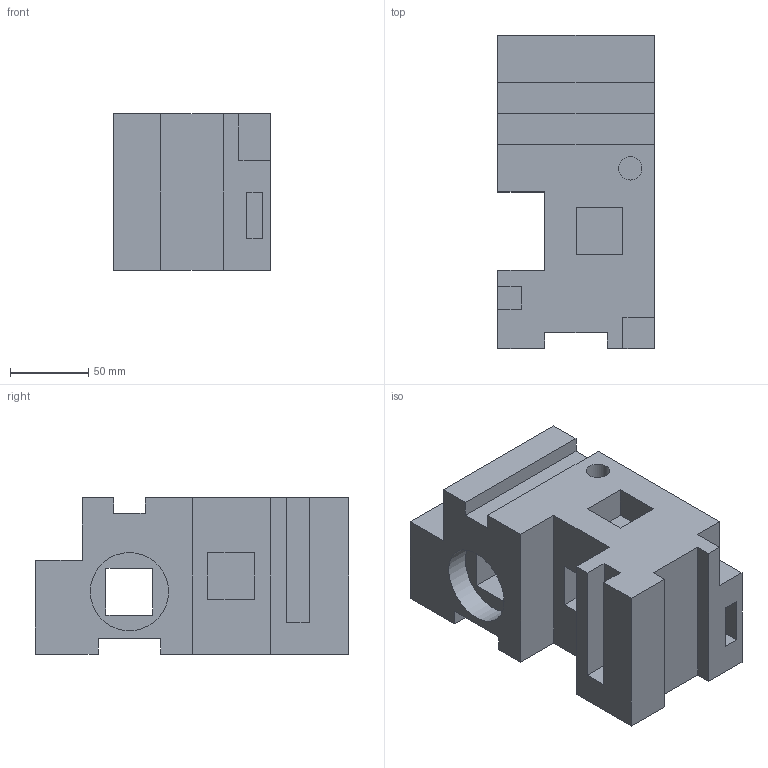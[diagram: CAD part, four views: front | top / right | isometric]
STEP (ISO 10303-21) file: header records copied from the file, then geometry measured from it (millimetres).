
FILE_DESCRIPTION(/* description */ ('Unknown'),/* implementation_level */ '2;1');
FILE_NAME(/* name */ 'Part4',/* time_stamp */ '2025-10-29T18:40:08+01:00',/* author */ ('Unknown'),/* organization */ ('Unknown'),/* preprocessor_version */ 'ST-DEVELOPER v19.4',/* originating_system */ 'Solid Edge',/* authorisation */ 'Unknown');
FILE_SCHEMA (('AUTOMOTIVE_DESIGN {1 0 10303 214 3 1 1}'));
Length unit declared in the file: millimetre
Products named in the file (1): Part4
Bounding box: 100 x 200 x 100 mm (x, y, z)
Volume: 1456124.2 mm3; surface area: 124369.9 mm2
Topology: 1 solids, 1 shells, 54 faces, 141 edges, 94 vertices
Faces by surface type: plane 52, cylinder 2
Full cylindrical faces by diameter (mm): 15 x1, 50 x1
Entity records: 1653 total; most frequent: CARTESIAN_POINT 288, ORIENTED_EDGE 278, DIRECTION 253, EDGE_CURVE 139, LINE 135, VECTOR 135, VERTEX_POINT 94, EDGE_LOOP 63
